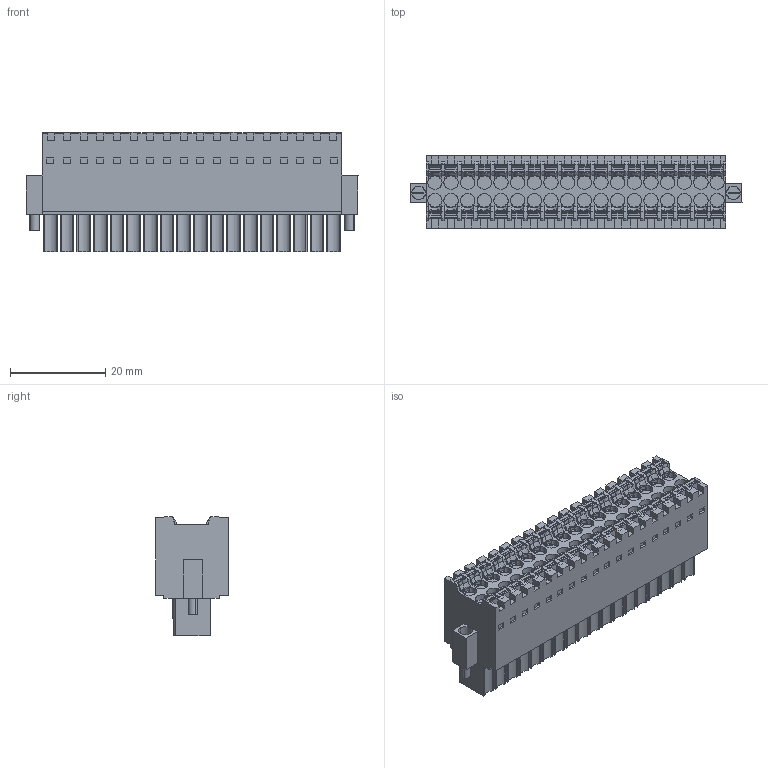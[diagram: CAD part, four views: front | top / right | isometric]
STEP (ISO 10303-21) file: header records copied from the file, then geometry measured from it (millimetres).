
FILE_DESCRIPTION(('CATIA V5 STEP','CAx-IF Rec.Pracs.--- Model Styling and Organization---1.4--- 2014-01-23'),'2;1');
FILE_NAME ('D1450469_1', '2023-08-22T06:46:11+00:00', ('none'), ('Weidmueller'), 'CATIA Version 5-6 Release 2016 SP3 HF44', 'CATIA V5 STEP AP214', 'none');
FILE_SCHEMA(('AUTOMOTIVE_DESIGN { 1 0 10303 214 1 1 1 1 }'));
Products named in the file (1): 1277850000
Bounding box: 69.75 x 15.2 x 25.05 mm (x, y, z)
Volume: 17712 mm3; surface area: 11269.7 mm2
Topology: 39 solids, 39 shells, 2420 faces, 7039 edges, 4791 vertices
Faces by surface type: plane 1572, cylinder 306, torus 215, extrusion 183, cone 72, bspline 72
Entity records: 82678 total; most frequent: CARTESIAN_POINT 25726, ORIENTED_EDGE 14078, DIRECTION 8028, EDGE_CURVE 7039, VECTOR 5158, LINE 4975, VERTEX_POINT 4791, EDGE_LOOP 2518
